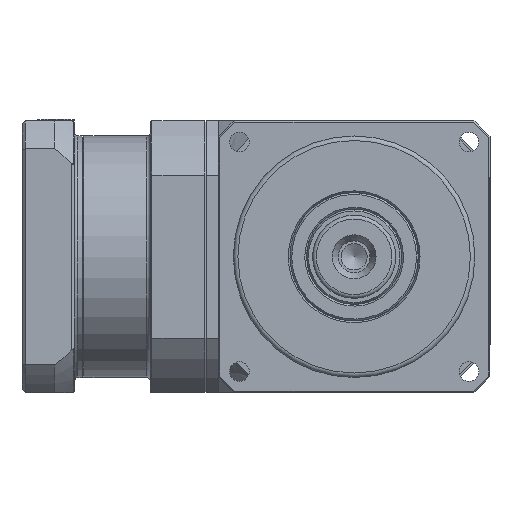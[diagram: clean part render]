
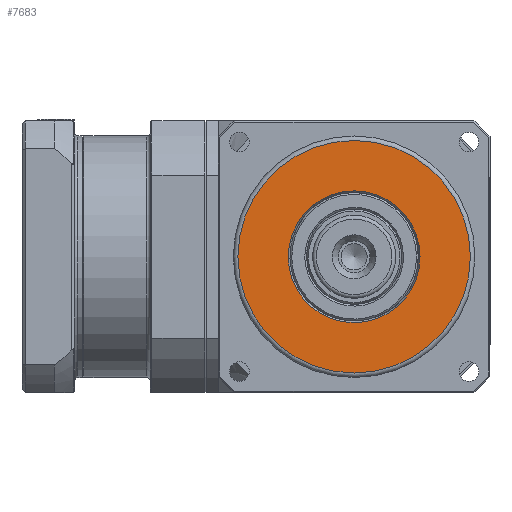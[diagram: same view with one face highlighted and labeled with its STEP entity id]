
A CAD part, left-side view. The second image highlights one B-rep face of the part: STEP entity #7683.
In plain terms, the highlighted planar face has unit normal (-1, 0, 0).
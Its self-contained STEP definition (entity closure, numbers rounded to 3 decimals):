
#1281=PLANE('',#8524);
#1523=FACE_BOUND('',#2633,.T.);
#1961=FACE_OUTER_BOUND('',#2632,.T.);
#2632=EDGE_LOOP('',(#6264));
#2633=EDGE_LOOP('',(#6265));
#3151=CIRCLE('',#8429,43.655);
#3190=CIRCLE('',#8525,77.);
#3714=VERTEX_POINT('',#12831);
#3773=VERTEX_POINT('',#13148);
#4555=EDGE_CURVE('',#3714,#3714,#3151,.T.);
#4664=EDGE_CURVE('',#3773,#3773,#3190,.T.);
#6264=ORIENTED_EDGE('',*,*,#4664,.F.);
#6265=ORIENTED_EDGE('',*,*,#4555,.F.);
#7683=ADVANCED_FACE('',(#1961,#1523),#1281,.F.);
#8429=AXIS2_PLACEMENT_3D('',#12832,#10111,#10112);
#8524=AXIS2_PLACEMENT_3D('',#13147,#10335,#10336);
#8525=AXIS2_PLACEMENT_3D('',#13149,#10337,#10338);
#10111=DIRECTION('center_axis',(-1.,0.,0.));
#10112=DIRECTION('ref_axis',(0.,0.,
-1.));
#10335=DIRECTION('center_axis',(1.,0.,0.));
#10336=DIRECTION('ref_axis',(0.,0.,-1.));
#10337=DIRECTION('center_axis',(1.,0.,0.));
#10338=DIRECTION('ref_axis',(0.,0.,
-1.));
#12831=CARTESIAN_POINT('',(-70.655,-9.565,57.655));
#12832=CARTESIAN_POINT('Origin',(-70.655,-9.565,14.));
#13147=CARTESIAN_POINT('Origin',(-70.655,-9.565,14.));
#13148=CARTESIAN_POINT('',(-70.655,-9.565,91.));
#13149=CARTESIAN_POINT('Origin',(-70.655,-9.565,14.));
